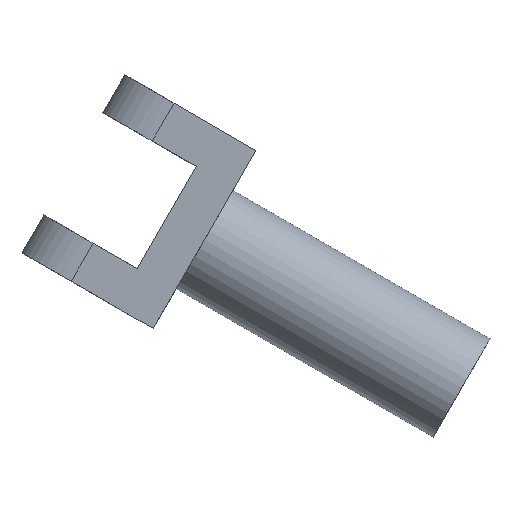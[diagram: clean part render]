
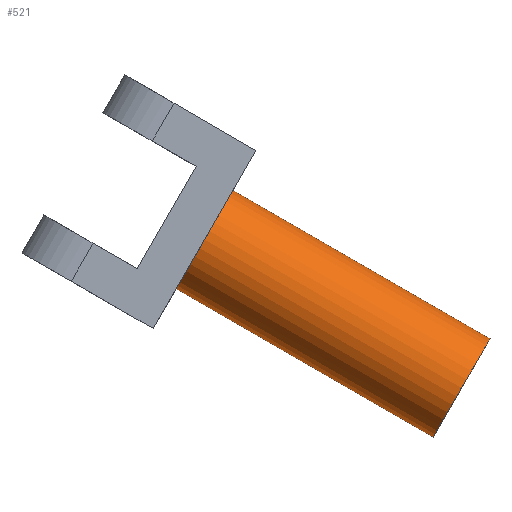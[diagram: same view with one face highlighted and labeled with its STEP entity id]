
A CAD part, front view. The second image highlights one B-rep face of the part: STEP entity #521.
In plain terms, the highlighted cylindrical face has radius 45.5 mm (diameter 91 mm), a partial arc.
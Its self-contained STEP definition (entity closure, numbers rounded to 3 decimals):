
#19 = CARTESIAN_POINT ( 'NONE',  ( 271.249, 0., -156.606 ) ) ;
#47 = CARTESIAN_POINT ( 'NONE',  ( 65.551, 0., -37.846 ) ) ;
#71 = CYLINDRICAL_SURFACE ( 'NONE', #529, 45.5 ) ;
#73 = CIRCLE ( 'NONE', #269, 45.5 ) ;
#76 = FACE_OUTER_BOUND ( 'NONE', #635, .T. ) ;
#136 = EDGE_CURVE ( 'NONE', #273, #707, #375, .T. ) ;
#137 = VERTEX_POINT ( 'NONE', #645 ) ;
#143 = CARTESIAN_POINT ( 'NONE',  ( 65.551, 0., -37.846 ) ) ;
#150 = CARTESIAN_POINT ( 'NONE',  ( 248.499, 0., -196.01 ) ) ;
#153 = AXIS2_PLACEMENT_3D ( 'NONE', #702, #211, #254 ) ;
#210 = EDGE_CURVE ( 'NONE', #707, #390, #73, .T. ) ;
#211 = DIRECTION ( 'NONE',  ( 0.866, 0., -0.5 ) ) ;
#249 = ORIENTED_EDGE ( 'NONE', *, *, #438, .F. ) ;
#254 = DIRECTION ( 'NONE',  ( -0.5, 0., -0.866 ) ) ;
#258 = DIRECTION ( 'NONE',  ( -0.5, 0., -0.866 ) ) ;
#259 = ORIENTED_EDGE ( 'NONE', *, *, #339, .T. ) ;
#269 = AXIS2_PLACEMENT_3D ( 'NONE', #143, #305, #482 ) ;
#273 = VERTEX_POINT ( 'NONE', #554 ) ;
#275 = LINE ( 'NONE', #336, #579 ) ;
#300 = DIRECTION ( 'NONE',  ( 0.5, 0., 0.866 ) ) ;
#305 = DIRECTION ( 'NONE',  ( 0.866, 0., -0.5 ) ) ;
#309 = VECTOR ( 'NONE', #457, 1000. ) ;
#315 = CARTESIAN_POINT ( 'NONE',  ( 65.551, -45.5, -37.846 ) ) ;
#336 = CARTESIAN_POINT ( 'NONE',  ( 293.999, 0., -117.202 ) ) ;
#339 = EDGE_CURVE ( 'NONE', #137, #273, #275, .T. ) ;
#375 = CIRCLE ( 'NONE', #652, 45.5 ) ;
#390 = VERTEX_POINT ( 'NONE', #550 ) ;
#391 = CARTESIAN_POINT ( 'NONE',  ( 248.499, 0., -196.01 ) ) ;
#410 = ORIENTED_EDGE ( 'NONE', *, *, #136, .T. ) ;
#438 = EDGE_CURVE ( 'NONE', #639, #390, #466, .T. ) ;
#457 = DIRECTION ( 'NONE',  ( -0.866, 0., 0.5 ) ) ;
#466 = LINE ( 'NONE', #391, #309 ) ;
#471 = DIRECTION ( 'NONE',  ( 0.866, 0., -0.5 ) ) ;
#482 = DIRECTION ( 'NONE',  ( -0.5, 0., -0.866 ) ) ;
#492 = ORIENTED_EDGE ( 'NONE', *, *, #694, .F. ) ;
#503 = DIRECTION ( 'NONE',  ( -0.866, 0., 0.5 ) ) ;
#521 = ADVANCED_FACE ( 'NONE', ( #76 ), #71, .T. ) ;
#529 = AXIS2_PLACEMENT_3D ( 'NONE', #19, #564, #300 ) ;
#550 = CARTESIAN_POINT ( 'NONE',  ( 42.801, 0., -77.25 ) ) ;
#554 = CARTESIAN_POINT ( 'NONE',  ( 88.301, 0., 1.558 ) ) ;
#564 = DIRECTION ( 'NONE',  ( -0.866, 0., 0.5 ) ) ;
#579 = VECTOR ( 'NONE', #503, 1000. ) ;
#619 = CIRCLE ( 'NONE', #153, 45.5 ) ;
#635 = EDGE_LOOP ( 'NONE', ( #249, #492, #259, #410, #655 ) ) ;
#639 = VERTEX_POINT ( 'NONE', #150 ) ;
#645 = CARTESIAN_POINT ( 'NONE',  ( 293.999, 0., -117.202 ) ) ;
#652 = AXIS2_PLACEMENT_3D ( 'NONE', #47, #471, #258 ) ;
#655 = ORIENTED_EDGE ( 'NONE', *, *, #210, .T. ) ;
#694 = EDGE_CURVE ( 'NONE', #137, #639, #619, .T. ) ;
#702 = CARTESIAN_POINT ( 'NONE',  ( 271.249, 0., -156.606 ) ) ;
#707 = VERTEX_POINT ( 'NONE', #315 ) ;
